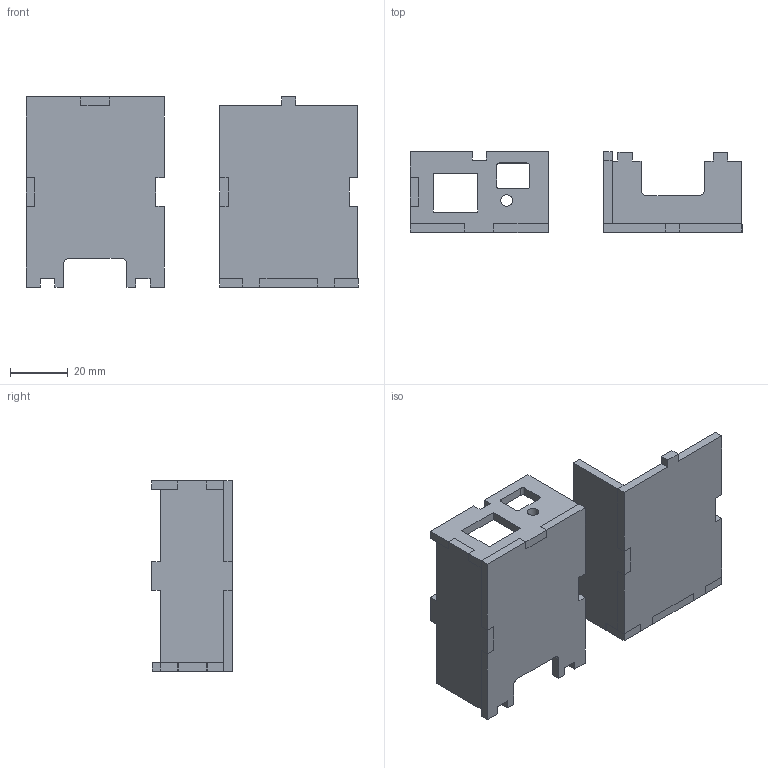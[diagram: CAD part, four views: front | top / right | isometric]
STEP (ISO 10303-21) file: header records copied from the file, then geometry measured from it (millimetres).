
FILE_DESCRIPTION(/* description */ (''),/* implementation_level */ '2;1');
FILE_NAME(/* name */ 'Topside Assembly.stp',/* time_stamp */ '2015-09-22T16:08:38-07:00',/* author */ ('Evil Brian'),/* organization */ (''),/* preprocessor_version */ 'ST-DEVELOPER v16.1',/* originating_system */ 'Autodesk Inventor 2016',/* authorisation */ '');
FILE_SCHEMA (('AUTOMOTIVE_DESIGN { 1 0 10303 214 3 1 1 }'));
Products named in the file (6): Bottom; RJ45Plate; Side; TerminalPlate; Top; Topside
Assembly tree (6 placements, depth 2):
  Topside
    Bottom
    RJ45Plate
    Side  x2
    TerminalPlate
    Top
Bounding box: 115.1 x 28 x 66 mm (x, y, z)
Volume: 30819.4 mm3; surface area: 24620.3 mm2
Topology: 6 solids, 6 shells, 157 faces, 435 edges, 290 vertices
Faces by surface type: plane 148, cylinder 9
Full cylindrical faces by diameter (mm): 4 x1
Entity records: 4524 total; most frequent: CARTESIAN_POINT 795, ORIENTED_EDGE 772, DIRECTION 706, EDGE_CURVE 386, LINE 368, VECTOR 368, VERTEX_POINT 258, AXIS2_PLACEMENT_3D 169
